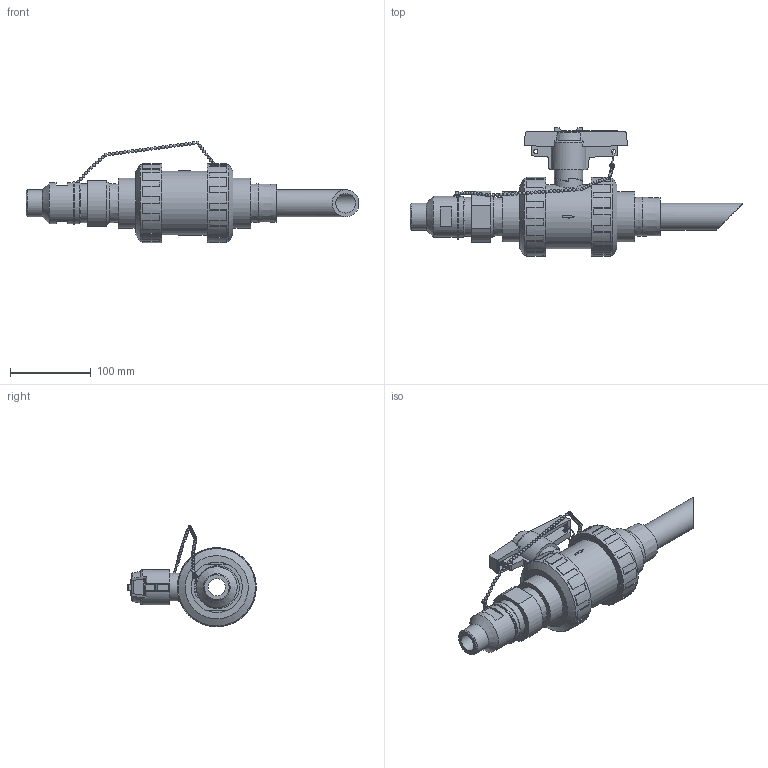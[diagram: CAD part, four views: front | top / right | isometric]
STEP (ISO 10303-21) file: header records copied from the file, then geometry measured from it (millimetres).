
FILE_DESCRIPTION(/* description */ (''),/* implementation_level */ '2;1');
FILE_NAME(/* name */ 'CS-10A15A-4IA-DDDV_R0.stp',/* time_stamp */ '2024-11-07T09:29:17-05:00',/* author */ ('SalesDesk5'),/* organization */ (''),/* preprocessor_version */ 'ST-DEVELOPER v20',/* originating_system */ 'Autodesk Inventor 2025',/* authorisation */ '');
FILE_SCHEMA (('CONFIG_CONTROL_DESIGN'));
Length unit declared in the file: inch
Products named in the file (1): Part2
Bounding box: 412.02 x 159.37 x 125.87 mm (x, y, z)
Volume: 1043376.3 mm3; surface area: 260388.3 mm2
Topology: 19 solids, 19 shells, 534 faces, 1416 edges, 934 vertices
Faces by surface type: plane 302, cylinder 134, sphere 63, cone 24, torus 11
Full cylindrical faces by diameter (mm): 0.9 x54, 2.5 x2, 3.8 x2, 4 x2, 5.5 x2, 21.59 x1, 24.308 x1, 33.401 x2, 34.722 x2, 34.98 x1, 35 x1, 37.719 x1, 38.1 x1, 40 x1, 41.783 x1, 45.72 x1, 48.26 x2, 50 x2, 50.8 x2, 62.48 x2, 62.5 x2, 79.36 x2, 79.38 x3, 88.18 x2, 88.2 x2, 96.04 x2, 98 x2
Entity records: 17532 total; most frequent: CARTESIAN_POINT 3103, DIRECTION 3096, ORIENTED_EDGE 2814, EDGE_CURVE 1407, AXIS2_PLACEMENT_3D 1197, VERTEX_POINT 934, LINE 702, VECTOR 702
